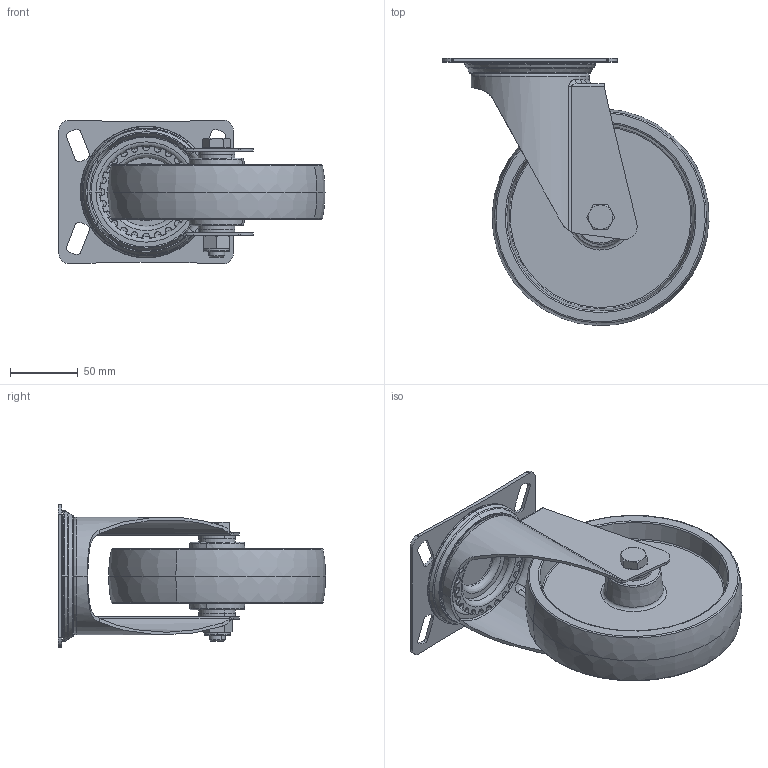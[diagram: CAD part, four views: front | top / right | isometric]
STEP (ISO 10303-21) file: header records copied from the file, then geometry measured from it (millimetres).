
FILE_DESCRIPTION (( 'STEP AP214' ), '1' );
FILE_NAME ('0023419.step', '2022-10-11T11:08:41', ( '' ), ( '' ), 'SwSTEP 2.0', 'SolidWorks 2020', '' );
FILE_SCHEMA (( 'AUTOMOTIVE_DESIGN' ));
Length unit declared in the file: millimetre
Products named in the file (1): 0023419
Bounding box: 196.18 x 196.95 x 106 mm (x, y, z)
Surface area: 184640.7 mm2 (no closed solid volume)
Topology: 0 solids, 13 shells, 421 faces, 1024 edges, 645 vertices
Faces by surface type: cylinder 150, plane 96, bspline 87, torus 48, cone 40
Entity records: 25358 total; most frequent: CARTESIAN_POINT 11338, ORIENTED_EDGE 2044, DIRECTION 1825, EDGE_CURVE 1024, AXIS2_PLACEMENT_3D 773, VERTEX_POINT 645, EDGE_LOOP 471, CIRCLE 438
